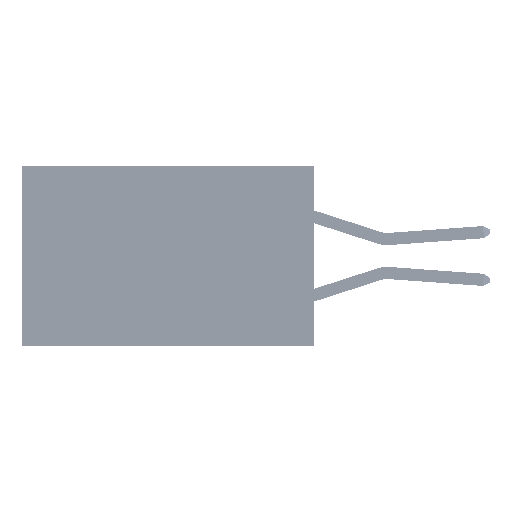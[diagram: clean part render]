
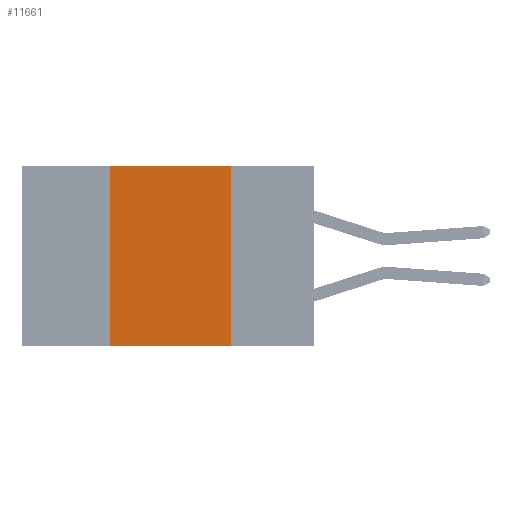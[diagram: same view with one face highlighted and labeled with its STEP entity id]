
A CAD part, left-side view. The second image highlights one B-rep face of the part: STEP entity #11661.
In plain terms, the highlighted planar face has unit normal (-1, 0, 0).
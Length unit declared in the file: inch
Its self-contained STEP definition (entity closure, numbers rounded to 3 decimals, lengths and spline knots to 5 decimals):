
#1500 = CARTESIAN_POINT ( 'NONE',  ( 0., 0.42, -0.37 ) ) ;
#1536 = LINE ( 'NONE', #18733, #39710 ) ;
#1650 = VECTOR ( 'NONE', #7911, 39.37008 ) ;
#2758 = ORIENTED_EDGE ( 'NONE', *, *, #10191, .T. ) ;
#2937 = CARTESIAN_POINT ( 'NONE',  ( 0., 0.17, 0. ) ) ;
#2977 = VERTEX_POINT ( 'NONE', #42107 ) ;
#7349 = CARTESIAN_POINT ( 'NONE',  ( 0., 0.6, 0. ) ) ;
#7726 = CARTESIAN_POINT ( 'NONE',  ( 0., 0.6, 0. ) ) ;
#7911 = DIRECTION ( 'NONE',  ( 0., 0., -1. ) ) ;
#8073 = CARTESIAN_POINT ( 'NONE',  ( 0., 0.42, 0. ) ) ;
#9104 = ORIENTED_EDGE ( 'NONE', *, *, #25978, .F. ) ;
#10191 = EDGE_CURVE ( 'NONE', #40310, #2977, #23879, .T. ) ;
#10809 = VERTEX_POINT ( 'NONE', #2937 ) ;
#11661 = ADVANCED_FACE ( 'NONE', ( #45214 ), #32107, .F. ) ;
#12100 = DIRECTION ( 'NONE',  ( 0., 0., 1. ) ) ;
#14560 = LINE ( 'NONE', #18682, #1650 ) ;
#18682 = CARTESIAN_POINT ( 'NONE',  ( 0., 0.17, 0. ) ) ;
#18733 = CARTESIAN_POINT ( 'NONE',  ( 0., 0.42, 0. ) ) ;
#19336 = VERTEX_POINT ( 'NONE', #8073 ) ;
#20281 = ORIENTED_EDGE ( 'NONE', *, *, #21672, .F. ) ;
#21672 = EDGE_CURVE ( 'NONE', #10809, #2977, #14560, .T. ) ;
#22985 = ORIENTED_EDGE ( 'NONE', *, *, #28670, .F. ) ;
#23879 = LINE ( 'NONE', #29853, #44635 ) ;
#25978 = EDGE_CURVE ( 'NONE', #19336, #10809, #39840, .T. ) ;
#26885 = AXIS2_PLACEMENT_3D ( 'NONE', #7349, #27766, #42209 ) ;
#27766 = DIRECTION ( 'NONE',  ( 1., 0., 0. ) ) ;
#28670 = EDGE_CURVE ( 'NONE', #40310, #19336, #1536, .T. ) ;
#29853 = CARTESIAN_POINT ( 'NONE',  ( 0., 0.6, -0.37 ) ) ;
#32107 = PLANE ( 'NONE',  #26885 ) ;
#35446 = EDGE_LOOP ( 'NONE', ( #20281, #9104, #22985, #2758 ) ) ;
#35480 = DIRECTION ( 'NONE',  ( 0., -1., 0. ) ) ;
#37371 = VECTOR ( 'NONE', #35480, 39.37008 ) ;
#37434 = DIRECTION ( 'NONE',  ( 0., -1., 0. ) ) ;
#39710 = VECTOR ( 'NONE', #12100, 39.37008 ) ;
#39840 = LINE ( 'NONE', #7726, #37371 ) ;
#40310 = VERTEX_POINT ( 'NONE', #1500 ) ;
#42107 = CARTESIAN_POINT ( 'NONE',  ( 0., 0.17, -0.37 ) ) ;
#42209 = DIRECTION ( 'NONE',  ( 0., 0., -1. ) ) ;
#44635 = VECTOR ( 'NONE', #37434, 39.37008 ) ;
#45214 = FACE_OUTER_BOUND ( 'NONE', #35446, .T. ) ;
